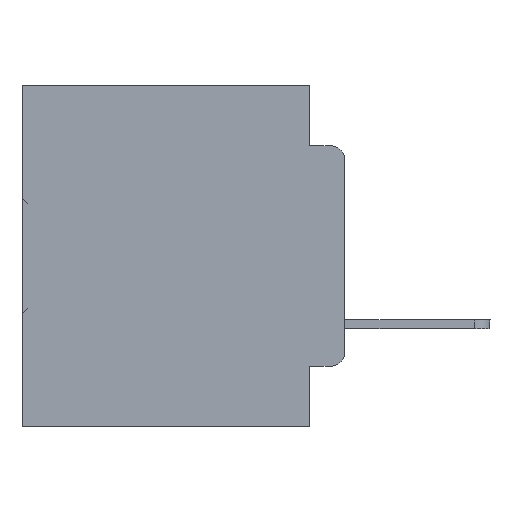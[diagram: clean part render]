
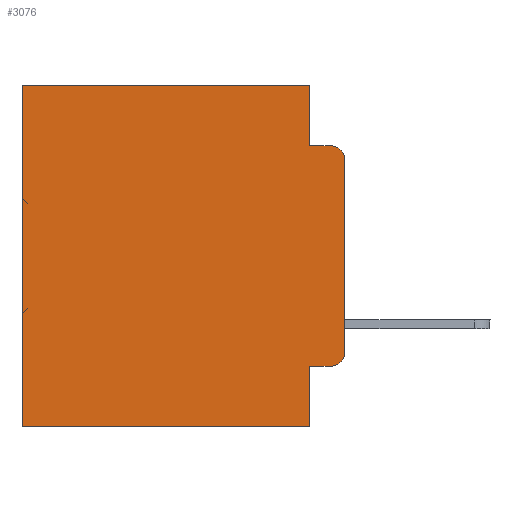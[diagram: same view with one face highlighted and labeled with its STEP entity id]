
A CAD part, left-side view. The second image highlights one B-rep face of the part: STEP entity #3076.
In plain terms, the highlighted planar face has unit normal (-1, 0, 0).
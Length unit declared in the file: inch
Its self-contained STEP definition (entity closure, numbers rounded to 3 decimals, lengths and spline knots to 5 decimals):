
#441 = AXIS2_PLACEMENT_3D ( 'NONE', #18701, #13298, #21793 ) ;
#807 = ORIENTED_EDGE ( 'NONE', *, *, #20825, .T. ) ;
#975 = DIRECTION ( 'NONE',  ( 0., 1., 0. ) ) ;
#1097 = LINE ( 'NONE', #25637, #21718 ) ;
#1126 = CARTESIAN_POINT ( 'NONE',  ( 0.298, 0.02, -0.1085 ) ) ;
#1161 = LINE ( 'NONE', #20596, #34341 ) ;
#1178 = CARTESIAN_POINT ( 'NONE',  ( 0.298, 0.473, -0.5 ) ) ;
#1433 = DIRECTION ( 'NONE',  ( 0., 0., -1. ) ) ;
#1707 = CARTESIAN_POINT ( 'NONE',  ( 0.298, 0.02, -0.0885 ) ) ;
#1722 = LINE ( 'NONE', #15705, #34384 ) ;
#1769 = CARTESIAN_POINT ( 'NONE',  ( 0.298, 0.051, -0.0885 ) ) ;
#2452 = FACE_OUTER_BOUND ( 'NONE', #25552, .T. ) ;
#2953 = LINE ( 'NONE', #25597, #20532 ) ;
#3076 = ADVANCED_FACE ( 'NONE', ( #2452 ), #21694, .F. ) ;
#3106 = VERTEX_POINT ( 'NONE', #32645 ) ;
#3395 = CARTESIAN_POINT ( 'NONE',  ( 0.298, 0.02, -0.4115 ) ) ;
#3634 = ORIENTED_EDGE ( 'NONE', *, *, #30683, .T. ) ;
#3650 = DIRECTION ( 'NONE',  ( 0., 0., -1. ) ) ;
#3684 = CARTESIAN_POINT ( 'NONE',  ( 0.298, 0.051, -0.0885 ) ) ;
#3986 = CARTESIAN_POINT ( 'NONE',  ( 0.298, 0.473, 0. ) ) ;
#4919 = DIRECTION ( 'NONE',  ( 0., 0., -1. ) ) ;
#6699 = LINE ( 'NONE', #31834, #15290 ) ;
#7074 = CARTESIAN_POINT ( 'NONE',  ( 0.298, 0.051, -0.5 ) ) ;
#7256 = ORIENTED_EDGE ( 'NONE', *, *, #32543, .T. ) ;
#7668 = VERTEX_POINT ( 'NONE', #7074 ) ;
#7676 = DIRECTION ( 'NONE',  ( 1., 0., 0. ) ) ;
#8152 = CARTESIAN_POINT ( 'NONE',  ( 0.298, 0., 0. ) ) ;
#9537 = DIRECTION ( 'NONE',  ( 0., 0., -1. ) ) ;
#9729 = EDGE_CURVE ( 'NONE', #13700, #24515, #1097, .T. ) ;
#9886 = DIRECTION ( 'NONE',  ( 0., 1., 0. ) ) ;
#10753 = VERTEX_POINT ( 'NONE', #24519 ) ;
#11613 = LINE ( 'NONE', #17681, #27171 ) ;
#11954 = CIRCLE ( 'NONE', #30760, 0.02 ) ;
#13298 = DIRECTION ( 'NONE',  ( -1., 0., 0. ) ) ;
#13700 = VERTEX_POINT ( 'NONE', #29981 ) ;
#14046 = ORIENTED_EDGE ( 'NONE', *, *, #9729, .F. ) ;
#14615 = VERTEX_POINT ( 'NONE', #1178 ) ;
#14840 = EDGE_CURVE ( 'NONE', #18383, #10753, #6699, .T. ) ;
#15052 = DIRECTION ( 'NONE',  ( 0., -1., 0. ) ) ;
#15290 = VECTOR ( 'NONE', #9886, 39.37008 ) ;
#15705 = CARTESIAN_POINT ( 'NONE',  ( 0.298, 0.051, 0. ) ) ;
#16829 = EDGE_CURVE ( 'NONE', #18383, #32912, #1722, .T. ) ;
#17518 = EDGE_CURVE ( 'NONE', #32912, #29595, #32174, .T. ) ;
#17681 = CARTESIAN_POINT ( 'NONE',  ( 0.298, 0.051, -0.4115 ) ) ;
#18221 = CARTESIAN_POINT ( 'NONE',  ( 0.298, 0.051, 0. ) ) ;
#18383 = VERTEX_POINT ( 'NONE', #18221 ) ;
#18698 = ORIENTED_EDGE ( 'NONE', *, *, #14840, .T. ) ;
#18701 = CARTESIAN_POINT ( 'NONE',  ( 0.298, 0.02, -0.3915 ) ) ;
#19304 = EDGE_CURVE ( 'NONE', #3106, #30155, #11613, .T. ) ;
#20532 = VECTOR ( 'NONE', #975, 39.37008 ) ;
#20596 = CARTESIAN_POINT ( 'NONE',  ( 0.298, 0.051, 0. ) ) ;
#20825 = EDGE_CURVE ( 'NONE', #13700, #29595, #11954, .T. ) ;
#21694 = PLANE ( 'NONE',  #33828 ) ;
#21718 = VECTOR ( 'NONE', #3650, 39.37008 ) ;
#21793 = DIRECTION ( 'NONE',  ( 0., 0., -1. ) ) ;
#23077 = DIRECTION ( 'NONE',  ( -1., 0., 0. ) ) ;
#23194 = DIRECTION ( 'NONE',  ( 0., -1., 0. ) ) ;
#24515 = VERTEX_POINT ( 'NONE', #34442 ) ;
#24519 = CARTESIAN_POINT ( 'NONE',  ( 0.298, 0.473, 0. ) ) ;
#24714 = VECTOR ( 'NONE', #15052, 39.37008 ) ;
#25552 = EDGE_LOOP ( 'NONE', ( #14046, #807, #26385, #27574, #18698, #3634, #35578, #27724, #27973, #7256 ) ) ;
#25597 = CARTESIAN_POINT ( 'NONE',  ( 0.298, 0., -0.5 ) ) ;
#25637 = CARTESIAN_POINT ( 'NONE',  ( 0.298, 0., 0. ) ) ;
#26143 = VECTOR ( 'NONE', #33980, 39.37008 ) ;
#26385 = ORIENTED_EDGE ( 'NONE', *, *, #17518, .F. ) ;
#27171 = VECTOR ( 'NONE', #23194, 39.37008 ) ;
#27380 = CIRCLE ( 'NONE', #441, 0.02 ) ;
#27574 = ORIENTED_EDGE ( 'NONE', *, *, #16829, .F. ) ;
#27724 = ORIENTED_EDGE ( 'NONE', *, *, #32161, .F. ) ;
#27843 = LINE ( 'NONE', #3986, #26143 ) ;
#27973 = ORIENTED_EDGE ( 'NONE', *, *, #19304, .T. ) ;
#29595 = VERTEX_POINT ( 'NONE', #1707 ) ;
#29981 = CARTESIAN_POINT ( 'NONE',  ( 0.298, 0., -0.1085 ) ) ;
#30155 = VERTEX_POINT ( 'NONE', #3395 ) ;
#30641 = EDGE_CURVE ( 'NONE', #7668, #14615, #2953, .T. ) ;
#30683 = EDGE_CURVE ( 'NONE', #10753, #14615, #27843, .T. ) ;
#30760 = AXIS2_PLACEMENT_3D ( 'NONE', #1126, #23077, #9537 ) ;
#31834 = CARTESIAN_POINT ( 'NONE',  ( 0.298, 0., 0. ) ) ;
#32161 = EDGE_CURVE ( 'NONE', #3106, #7668, #1161, .T. ) ;
#32174 = LINE ( 'NONE', #1769, #24714 ) ;
#32543 = EDGE_CURVE ( 'NONE', #30155, #24515, #27380, .T. ) ;
#32645 = CARTESIAN_POINT ( 'NONE',  ( 0.298, 0.051, -0.4115 ) ) ;
#32912 = VERTEX_POINT ( 'NONE', #3684 ) ;
#33828 = AXIS2_PLACEMENT_3D ( 'NONE', #8152, #7676, #35284 ) ;
#33980 = DIRECTION ( 'NONE',  ( 0., 0., -1. ) ) ;
#34341 = VECTOR ( 'NONE', #1433, 39.37008 ) ;
#34384 = VECTOR ( 'NONE', #4919, 39.37008 ) ;
#34442 = CARTESIAN_POINT ( 'NONE',  ( 0.298, 0., -0.3915 ) ) ;
#35284 = DIRECTION ( 'NONE',  ( 0., 0., -1. ) ) ;
#35578 = ORIENTED_EDGE ( 'NONE', *, *, #30641, .F. ) ;
